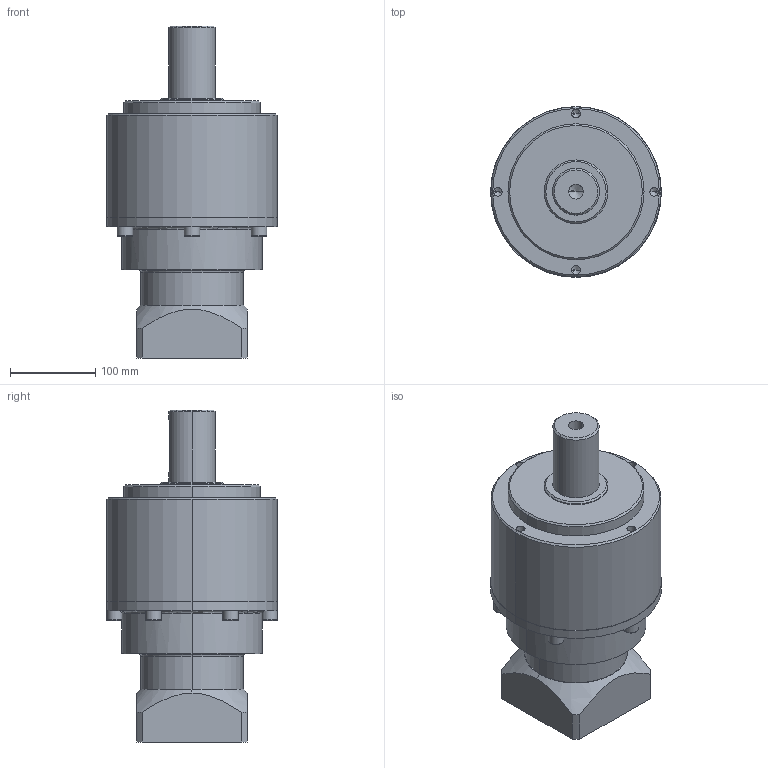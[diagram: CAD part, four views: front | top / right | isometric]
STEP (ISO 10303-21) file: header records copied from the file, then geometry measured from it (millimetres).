
FILE_DESCRIPTION((''),'2;1');
FILE_NAME('VRL205-S2-L3','2022-06-14T13:14:07',('Administrator'),(''),'CREO PARAMETRIC BY PTC INC, 2019010','CREO PARAMETRIC BY PTC INC, 2019010','');
FILE_SCHEMA(('CONFIG_CONTROL_DESIGN'));
Length unit declared in the file: millimetre
Products named in the file (1): VRL205-S2-L3
Bounding box: 201 x 201 x 390.5 mm (x, y, z)
Volume: 7035681.4 mm3; surface area: 292715.1 mm2
Topology: 1 solids, 1 shells, 267 faces, 699 edges, 450 vertices
Faces by surface type: plane 111, cylinder 70, torus 56, cone 30
Entity records: 8646 total; most frequent: CARTESIAN_POINT 1908, DIRECTION 1482, ORIENTED_EDGE 1362, EDGE_CURVE 681, AXIS2_PLACEMENT_3D 582, VERTEX_POINT 450, VECTOR 318, LINE 318
